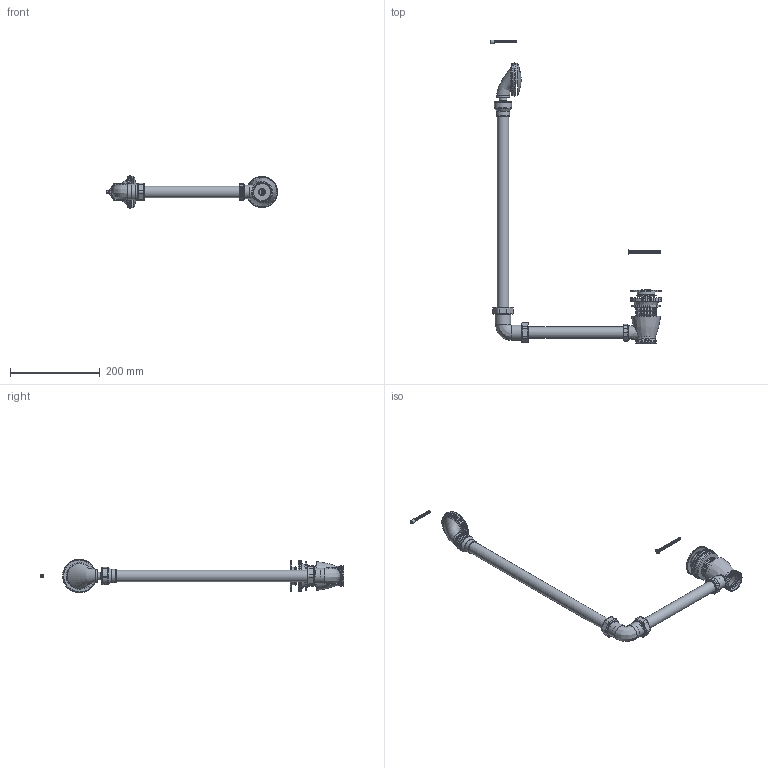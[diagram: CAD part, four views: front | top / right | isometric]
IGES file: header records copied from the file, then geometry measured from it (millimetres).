
Global section: file name: CW6CW7; native system: AutoCAD 2016 - English; preprocessor: Autodesk Translation Framework DWG producer (atf_dwg_producer); organization: unknown; date: 20170221.152649; units: millimetre
Bounding box: 380.58 x 675.56 x 74.88 mm (x, y, z)
Volume: 241474.1 mm3; surface area: 295789.3 mm2
Topology: 26 solids, 26 shells, 1146 faces, 3226 edges, 2213 vertices
Faces by surface type: bspline 1146
